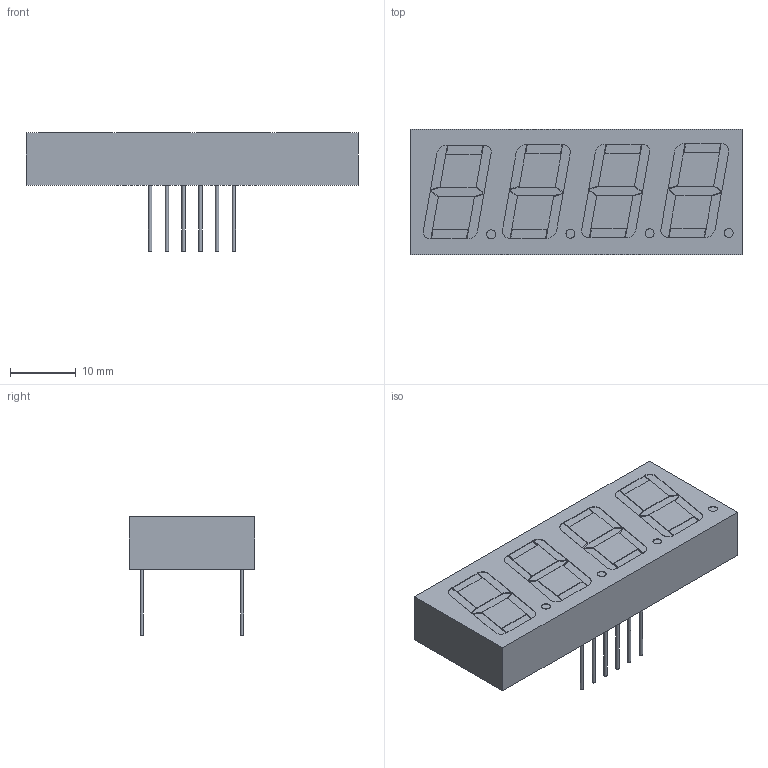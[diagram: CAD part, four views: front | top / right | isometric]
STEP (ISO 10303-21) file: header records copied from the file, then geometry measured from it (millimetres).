
FILE_DESCRIPTION(('FreeCAD Model'),'2;1');
FILE_NAME('Open CASCADE Shape Model','2021-07-13T16:47:48',(''),(''), 'Open CASCADE STEP processor 7.5','FreeCAD','Unknown');
FILE_SCHEMA(('AUTOMOTIVE_DESIGN { 1 0 10303 214 1 1 1 1 }'));
Length unit declared in the file: millimetre
Products named in the file (1): Body001
Bounding box: 50.4 x 19 x 18 mm (x, y, z)
Volume: 7661.3 mm3; surface area: 3262.4 mm2
Topology: 1 solids, 1 shells, 202 faces, 468 edges, 312 vertices
Faces by surface type: plane 170, cylinder 32
Full cylindrical faces by diameter (mm): 0.51 x12, 1.35 x4
Entity records: 12280 total; most frequent: CARTESIAN_POINT 2039, DIRECTION 1854, LINE 1276, VECTOR 1276, ORIENTED_EDGE 936, PCURVE 936, DEFINITIONAL_REPRESENTATION 936, EDGE_CURVE 468
